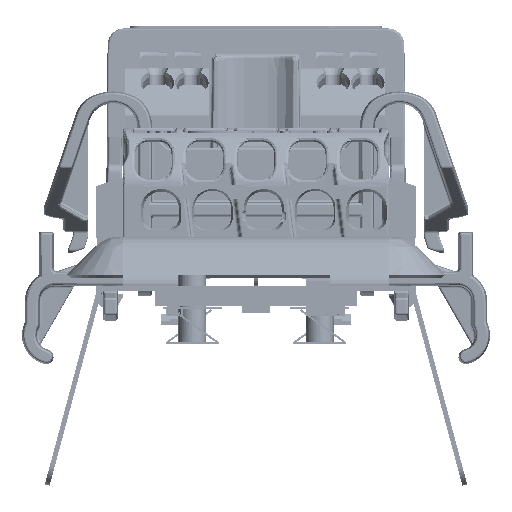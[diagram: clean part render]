
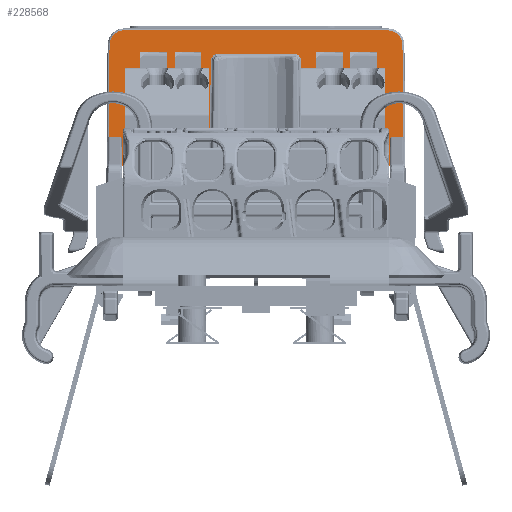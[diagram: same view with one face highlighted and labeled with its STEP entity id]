
A CAD part, front view. The second image highlights one B-rep face of the part: STEP entity #228568.
In plain terms, the highlighted planar face has unit normal (0, -1, 0.026).
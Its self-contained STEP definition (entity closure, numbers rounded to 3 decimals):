
#1363=ELLIPSE('',#244429,0.2,0.2);
#1364=ELLIPSE('',#244430,0.2,0.2);
#5200=B_SPLINE_CURVE_WITH_KNOTS('',3,(#423172,#423173,#423174,#423175,#423176,
#423177,#423178,#423179,#423180,#423181),.UNSPECIFIED.,.F.,.F.,(4,2,2,2,
4),(4.721,5.112,5.502,5.893,
6.283),.UNSPECIFIED.);
#5201=B_SPLINE_CURVE_WITH_KNOTS('',3,(#423185,#423186,#423187,#423188,#423189,
#423190,#423191,#423192,#423193,#423194),.UNSPECIFIED.,.F.,.F.,(4,2,2,2,
4),(3.142,3.532,3.923,4.313,
4.704),.UNSPECIFIED.);
#5202=B_SPLINE_CURVE_WITH_KNOTS('',3,(#423205,#423206,#423207,#423208,#423209,
#423210),.UNSPECIFIED.,.F.,.F.,(4,2,4),(1.588,2.365,
3.142),.UNSPECIFIED.);
#5203=B_SPLINE_CURVE_WITH_KNOTS('',3,(#423214,#423215,#423216,#423217,#423218,
#423219),.UNSPECIFIED.,.F.,.F.,(4,2,4),(3.142,3.918,
4.695),.UNSPECIFIED.);
#10561=PLANE('',#244428);
#21233=FACE_OUTER_BOUND('',#34196,.T.);
#34196=EDGE_LOOP('',(#188230,#188231,#188232,#188233,#188234,#188235,#188236,
#188237,#188238,#188239,#188240,#188241,#188242,#188243,#188244,#188245,
#188246,#188247));
#53738=LINE('',#423163,#78816);
#53739=LINE('',#423168,#78817);
#53740=LINE('',#423170,#78818);
#53741=LINE('',#423183,#78819);
#53742=LINE('',#423195,#78820);
#53743=LINE('',#423199,#78821);
#53744=LINE('',#423201,#78822);
#53745=LINE('',#423203,#78823);
#53746=LINE('',#423212,#78824);
#53747=LINE('',#423221,#78825);
#53748=LINE('',#423223,#78826);
#53749=LINE('',#423225,#78827);
#78816=VECTOR('',#285872,1000.);
#78817=VECTOR('',#285877,1000.);
#78818=VECTOR('',#285878,1000.);
#78819=VECTOR('',#285879,1000.);
#78820=VECTOR('',#285880,1000.);
#78821=VECTOR('',#285883,1000.);
#78822=VECTOR('',#285884,1000.);
#78823=VECTOR('',#285885,1000.);
#78824=VECTOR('',#285886,1000.);
#78825=VECTOR('',#285887,1000.);
#78826=VECTOR('',#285888,1000.);
#78827=VECTOR('',#285889,1000.);
#107675=VERTEX_POINT('',#423160);
#107676=VERTEX_POINT('',#423162);
#107677=VERTEX_POINT('',#423166);
#107678=VERTEX_POINT('',#423167);
#107679=VERTEX_POINT('',#423169);
#107680=VERTEX_POINT('',#423171);
#107681=VERTEX_POINT('',#423182);
#107682=VERTEX_POINT('',#423184);
#107683=VERTEX_POINT('',#423196);
#107684=VERTEX_POINT('',#423198);
#107685=VERTEX_POINT('',#423200);
#107686=VERTEX_POINT('',#423202);
#107687=VERTEX_POINT('',#423204);
#107688=VERTEX_POINT('',#423211);
#107689=VERTEX_POINT('',#423213);
#107690=VERTEX_POINT('',#423220);
#107691=VERTEX_POINT('',#423222);
#107692=VERTEX_POINT('',#423224);
#136012=EDGE_CURVE('',#107675,#107676,#53738,.T.);
#136014=EDGE_CURVE('',#107677,#107678,#53739,.T.);
#136015=EDGE_CURVE('',#107677,#107679,#53740,.T.);
#136016=EDGE_CURVE('',#107679,#107680,#5200,.T.);
#136017=EDGE_CURVE('',#107680,#107681,#53741,.T.);
#136018=EDGE_CURVE('',#107681,#107682,#5201,.T.);
#136019=EDGE_CURVE('',#107682,#107676,#53742,.T.);
#136020=EDGE_CURVE('',#107675,#107683,#1363,.T.);
#136021=EDGE_CURVE('',#107683,#107684,#53743,.T.);
#136022=EDGE_CURVE('',#107684,#107685,#53744,.T.);
#136023=EDGE_CURVE('',#107685,#107686,#53745,.T.);
#136024=EDGE_CURVE('',#107686,#107687,#5202,.T.);
#136025=EDGE_CURVE('',#107687,#107688,#53746,.T.);
#136026=EDGE_CURVE('',#107688,#107689,#5203,.T.);
#136027=EDGE_CURVE('',#107689,#107690,#53747,.T.);
#136028=EDGE_CURVE('',#107690,#107691,#53748,.T.);
#136029=EDGE_CURVE('',#107692,#107691,#53749,.T.);
#136030=EDGE_CURVE('',#107678,#107692,#1364,.T.);
#188230=ORIENTED_EDGE('',*,*,#136014,.F.);
#188231=ORIENTED_EDGE('',*,*,#136015,.T.);
#188232=ORIENTED_EDGE('',*,*,#136016,.T.);
#188233=ORIENTED_EDGE('',*,*,#136017,.T.);
#188234=ORIENTED_EDGE('',*,*,#136018,.T.);
#188235=ORIENTED_EDGE('',*,*,#136019,.T.);
#188236=ORIENTED_EDGE('',*,*,#136012,.F.);
#188237=ORIENTED_EDGE('',*,*,#136020,.T.);
#188238=ORIENTED_EDGE('',*,*,#136021,.T.);
#188239=ORIENTED_EDGE('',*,*,#136022,.T.);
#188240=ORIENTED_EDGE('',*,*,#136023,.T.);
#188241=ORIENTED_EDGE('',*,*,#136024,.T.);
#188242=ORIENTED_EDGE('',*,*,#136025,.T.);
#188243=ORIENTED_EDGE('',*,*,#136026,.T.);
#188244=ORIENTED_EDGE('',*,*,#136027,.T.);
#188245=ORIENTED_EDGE('',*,*,#136028,.T.);
#188246=ORIENTED_EDGE('',*,*,#136029,.F.);
#188247=ORIENTED_EDGE('',*,*,#136030,.F.);
#228568=ADVANCED_FACE('',(#21233),#10561,.T.);
#244428=AXIS2_PLACEMENT_3D('',#423165,#285875,#285876);
#244429=AXIS2_PLACEMENT_3D('',#423197,#285881,#285882);
#244430=AXIS2_PLACEMENT_3D('',#423226,#285890,#285891);
#285872=DIRECTION('',(-1.,0.,0.));
#285875=DIRECTION('center_axis',(0.,-1.,
0.026));
#285876=DIRECTION('ref_axis',(0.,-0.026,
-1.));
#285877=DIRECTION('',(-1.,0.,0.));
#285878=DIRECTION('',(-0.009,0.026,1.));
#285879=DIRECTION('',(-1.,0.,0.));
#285880=DIRECTION('',(-0.009,-0.026,-1.));
#285881=DIRECTION('center_axis',(0.,-1.,
0.026));
#285882=DIRECTION('ref_axis',(0.,-0.026,
-1.));
#285883=DIRECTION('',(0.035,0.026,0.999));
#285884=DIRECTION('',(1.,0.,0.));
#285885=DIRECTION('',(0.017,0.026,1.));
#285886=DIRECTION('',(1.,0.,0.));
#285887=DIRECTION('',(0.017,-0.026,-1.));
#285888=DIRECTION('',(1.,0.,0.));
#285889=DIRECTION('',(-0.035,0.026,0.999));
#285890=DIRECTION('center_axis',(0.,1.,
-0.026));
#285891=DIRECTION('ref_axis',(0.,-0.026,
-1.));
#423160=CARTESIAN_POINT('',(-14.829,-75.35,5.085));
#423162=CARTESIAN_POINT('',(-15.,-75.35,5.085));
#423163=CARTESIAN_POINT('',(-15.2,-75.35,5.085));
#423165=CARTESIAN_POINT('Origin',(-15.2,-75.35,5.085));
#423166=CARTESIAN_POINT('',(15.,-75.35,5.085));
#423167=CARTESIAN_POINT('',(14.829,-75.35,5.085));
#423168=CARTESIAN_POINT('',(-15.2,-75.35,5.085));
#423169=CARTESIAN_POINT('',(14.831,-74.844,24.404));
#423170=CARTESIAN_POINT('',(14.998,-75.343,5.349));
#423171=CARTESIAN_POINT('',(13.332,-74.805,25.89));
#423172=CARTESIAN_POINT('Ctrl Pts',(14.831,-74.844,
24.404));
#423173=CARTESIAN_POINT('Ctrl Pts',(14.83,-74.839,
24.599));
#423174=CARTESIAN_POINT('Ctrl Pts',(14.789,-74.834,24.794));
#423175=CARTESIAN_POINT('Ctrl Pts',(14.638,-74.824,
25.153));
#423176=CARTESIAN_POINT('Ctrl Pts',(14.526,-74.82,
25.318));
#423177=CARTESIAN_POINT('Ctrl Pts',(14.249,-74.813,
25.593));
#423178=CARTESIAN_POINT('Ctrl Pts',(14.083,-74.81,
25.703));
#423179=CARTESIAN_POINT('Ctrl Pts',(13.722,-74.806,
25.852));
#423180=CARTESIAN_POINT('Ctrl Pts',(13.527,-74.805,25.89));
#423181=CARTESIAN_POINT('Ctrl Pts',(13.332,-74.805,
25.89));
#423182=CARTESIAN_POINT('',(-13.332,-74.805,25.89));
#423183=CARTESIAN_POINT('',(-15.2,-74.805,25.89));
#423184=CARTESIAN_POINT('',(-14.831,-74.844,24.404));
#423185=CARTESIAN_POINT('Ctrl Pts',(-13.332,-74.805,
25.89));
#423186=CARTESIAN_POINT('Ctrl Pts',(-13.527,-74.805,
25.89));
#423187=CARTESIAN_POINT('Ctrl Pts',(-13.722,-74.806,
25.852));
#423188=CARTESIAN_POINT('Ctrl Pts',(-14.083,-74.81,
25.703));
#423189=CARTESIAN_POINT('Ctrl Pts',(-14.249,-74.813,
25.593));
#423190=CARTESIAN_POINT('Ctrl Pts',(-14.526,-74.82,
25.318));
#423191=CARTESIAN_POINT('Ctrl Pts',(-14.638,-74.824,
25.153));
#423192=CARTESIAN_POINT('Ctrl Pts',(-14.789,-74.834,
24.794));
#423193=CARTESIAN_POINT('Ctrl Pts',(-14.83,-74.839,
24.599));
#423194=CARTESIAN_POINT('Ctrl Pts',(-14.831,-74.844,
24.404));
#423195=CARTESIAN_POINT('',(-15.,-75.35,5.083));
#423196=CARTESIAN_POINT('',(-14.629,-75.345,5.278));
#423197=CARTESIAN_POINT('Origin',(-14.829,-75.345,5.285));
#423198=CARTESIAN_POINT('',(-14.388,-75.164,12.185));
#423199=CARTESIAN_POINT('',(-14.629,-75.345,5.283));
#423200=CARTESIAN_POINT('',(-4.75,-75.164,12.185));
#423201=CARTESIAN_POINT('',(-15.2,-75.164,12.185));
#423202=CARTESIAN_POINT('',(-4.565,-74.886,22.792));
#423203=CARTESIAN_POINT('',(-4.565,-74.886,22.798));
#423204=CARTESIAN_POINT('',(-3.815,-74.867,23.529));
#423205=CARTESIAN_POINT('Ctrl Pts',(-4.565,-74.886,
22.792));
#423206=CARTESIAN_POINT('Ctrl Pts',(-4.561,-74.881,
22.986));
#423207=CARTESIAN_POINT('Ctrl Pts',(-4.479,-74.876,23.177));
#423208=CARTESIAN_POINT('Ctrl Pts',(-4.202,-74.869,
23.45));
#423209=CARTESIAN_POINT('Ctrl Pts',(-4.01,-74.867,
23.529));
#423210=CARTESIAN_POINT('Ctrl Pts',(-3.815,-74.867,
23.529));
#423211=CARTESIAN_POINT('',(3.815,-74.867,23.529));
#423212=CARTESIAN_POINT('',(3.815,-74.867,23.529));
#423213=CARTESIAN_POINT('',(4.565,-74.886,22.792));
#423214=CARTESIAN_POINT('Ctrl Pts',(3.815,-74.867,
23.529));
#423215=CARTESIAN_POINT('Ctrl Pts',(4.01,-74.867,
23.529));
#423216=CARTESIAN_POINT('Ctrl Pts',(4.202,-74.869,
23.45));
#423217=CARTESIAN_POINT('Ctrl Pts',(4.479,-74.876,23.177));
#423218=CARTESIAN_POINT('Ctrl Pts',(4.561,-74.881,
22.986));
#423219=CARTESIAN_POINT('Ctrl Pts',(4.565,-74.886,
22.792));
#423220=CARTESIAN_POINT('',(4.75,-75.164,12.185));
#423221=CARTESIAN_POINT('',(4.75,-75.164,12.19));
#423222=CARTESIAN_POINT('',(14.388,-75.164,12.185));
#423223=CARTESIAN_POINT('',(-15.2,-75.164,12.185));
#423224=CARTESIAN_POINT('',(14.629,-75.345,5.278));
#423225=CARTESIAN_POINT('',(14.629,-75.345,5.283));
#423226=CARTESIAN_POINT('Origin',(14.829,-75.345,5.285));
